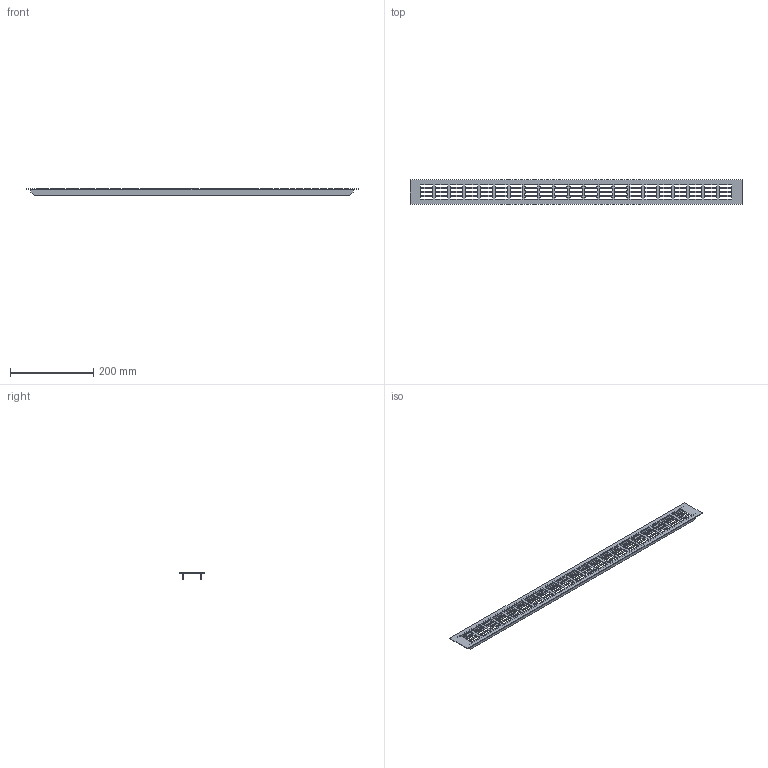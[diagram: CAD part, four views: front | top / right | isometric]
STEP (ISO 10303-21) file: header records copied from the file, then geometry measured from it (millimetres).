
FILE_DESCRIPTION (( 'STEP AP214' ), '1' );
FILE_NAME ('F000955,F000978,F001001_3D.step', '2022-08-15T13:44:26', ( '' ), ( '' ), 'SwSTEP 2.0', 'SolidWorks 2020', '' );
FILE_SCHEMA (( 'AUTOMOTIVE_DESIGN' ));
Length unit declared in the file: millimetre
Products named in the file (1): F000955,F000978,F001001_3D
Bounding box: 800 x 60 x 16.5 mm (x, y, z)
Volume: 95732.2 mm3; surface area: 123726.4 mm2
Topology: 1 solids, 1 shells, 692 faces, 2064 edges, 1376 vertices
Faces by surface type: plane 356, cylinder 336
Entity records: 23790 total; most frequent: CARTESIAN_POINT 4133, ORIENTED_EDGE 4128, DIRECTION 4122, EDGE_CURVE 2064, LINE 1392, VECTOR 1392, VERTEX_POINT 1376, AXIS2_PLACEMENT_3D 1365
